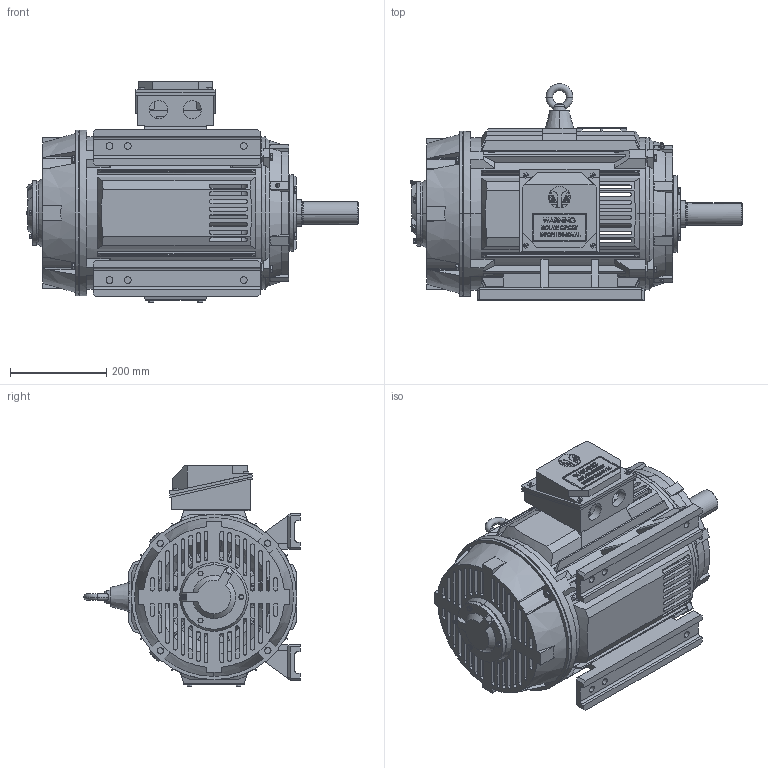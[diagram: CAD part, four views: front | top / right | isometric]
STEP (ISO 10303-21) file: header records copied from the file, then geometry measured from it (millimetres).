
FILE_DESCRIPTION (( 'STEP AP203' ), '1' );
FILE_NAME ('TDC 280T 外形图.STEP', '2013-03-22T08:12:36', ( '微软用户' ), ( '微软中国' ), 'SwSTEP 2.0', 'SolidWorks 2008', '' );
FILE_SCHEMA (( 'CONFIG_CONTROL_DESIGN' ));
Length unit declared in the file: millimetre
Products named in the file (28): TDC 280T 转子_默认; TDC 280T 转轴_默认; 250T接线盒座_默认; 250-280T接线盒盖_默认; TDC 250T 接线盒盖板_默认; 放油嘴_默认; 铜油嘴_默认; TDC 280T 挡风板_默认; TDC 280T 铭牌_默认; M6-10_默认; TDC 280T 机壳_默认; TDC 280T 俋倛芞; TDC 280T 后轴承外盖_默认; TDC 280T 后盖_默认; TC 180 B3 前端盖_默认; TC 180 轴承外盖DE_默认; 6309_默认; 6311_默认; TDC 250T 风叶_默认; 油封55-75-8_默认; 吊环M12_默认; M8-30_默认; 8_默认; M8-65_默认; M6-65_默认; 6_默认; M6-20_默认; TDC 280T 后轴承内盖_默认
Assembly tree (59 placements, depth 3):
  TDC 280T 俋倛芞
    M8-30_默认  x8
    8_默认  x12
    M6-20_默认  x4
    M6-65_默认  x3
    M8-65_默认  x4
    M6-10_默认  x4
    TDC 280T 机壳_默认
    250T接线盒座_默认
    铜油嘴_默认  x2
    TC 180 轴承外盖DE_默认
    250-280T接线盒盖_默认
    TDC 280T 后轴承内盖_默认
    6_默认  x3
    TDC 280T 转子_默认
      TDC 280T 转轴_默认
      6309_默认
      6311_默认
      TDC 250T 风叶_默认
    TDC 250T 接线盒盖板_默认
    放油嘴_默认
    TDC 280T 挡风板_默认
    油封55-75-8_默认
    TDC 280T 铭牌_默认
    TDC 280T 后盖_默认
    TC 180 B3 前端盖_默认
    吊环M12_默认
    TDC 280T 后轴承外盖_默认
Bounding box: 691.31 x 450.4 x 461.5 mm (x, y, z)
Volume: 11243148.2 mm3; surface area: 2723174.3 mm2
Topology: 60 solids, 60 shells, 3267 faces, 9072 edges, 5927 vertices
Faces by surface type: plane 1750, cylinder 898, cone 265, bspline 168, torus 134, sphere 52
Entity records: 107349 total; most frequent: CARTESIAN_POINT 34265, ORIENTED_EDGE 15160, DIRECTION 13587, EDGE_CURVE 7580, VERTEX_POINT 4973, AXIS2_PLACEMENT_3D 4751, VECTOR 4085, LINE 4085
